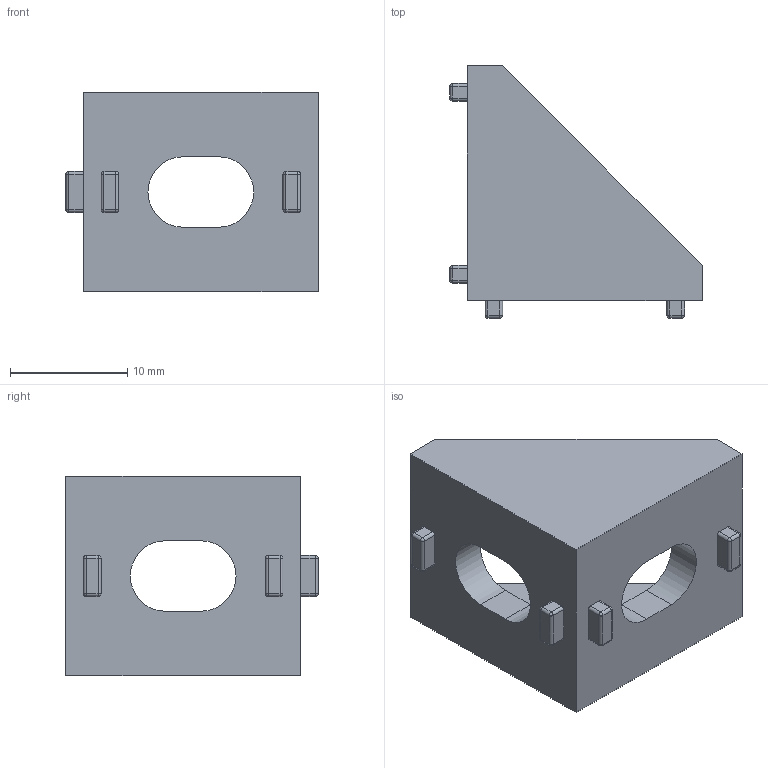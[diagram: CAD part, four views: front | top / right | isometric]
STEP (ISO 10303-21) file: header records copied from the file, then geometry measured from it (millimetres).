
FILE_DESCRIPTION (( 'STEP AP203' ), '1' );
FILE_NAME ('CT2020.STEP', '2018-04-03T10:49:44', ( 'User2' ), ( '' ), 'SwSTEP 2.0', 'SolidWorks 2007', '' );
FILE_SCHEMA (( 'CONFIG_CONTROL_DESIGN' ));
Length unit declared in the file: millimetre
Products named in the file (1): CT2020
Bounding box: 21.5 x 21.5 x 17 mm (x, y, z)
Volume: 2218 mm3; surface area: 2137.4 mm2
Topology: 1 solids, 1 shells, 88 faces, 210 edges, 112 vertices
Faces by surface type: plane 36, cylinder 36, bspline 16
Entity records: 2635 total; most frequent: CARTESIAN_POINT 635, DIRECTION 412, ORIENTED_EDGE 388, EDGE_CURVE 194, AXIS2_PLACEMENT_3D 145, VECTOR 122, LINE 122, VERTEX_POINT 112
